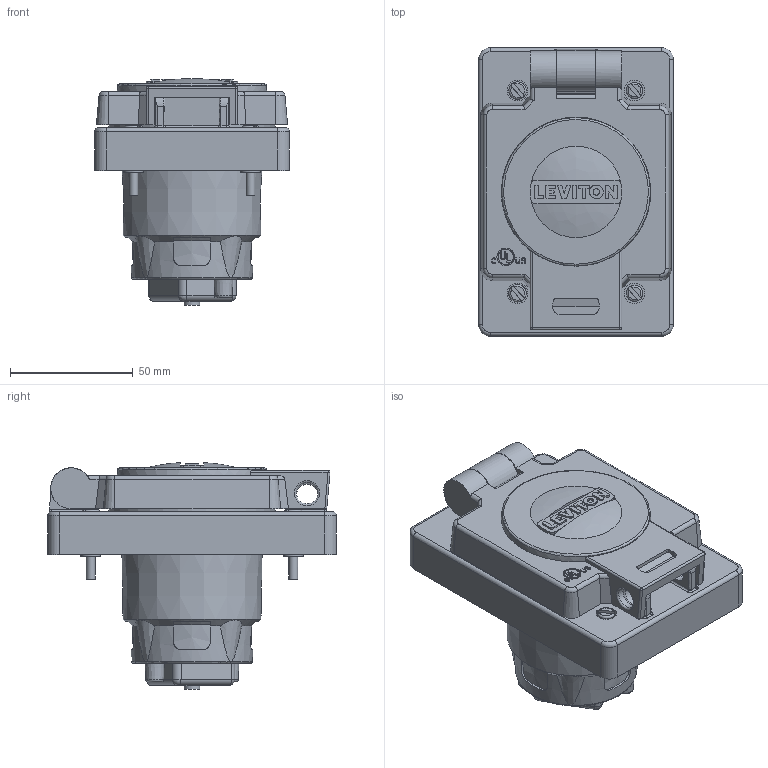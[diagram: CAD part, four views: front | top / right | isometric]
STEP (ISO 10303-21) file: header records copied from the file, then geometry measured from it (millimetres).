
FILE_DESCRIPTION (( 'STEP AP214' ), '1' );
FILE_NAME ('CATSTD-68W82-000-M01.STEP', '2020-01-20T15:05:50', ( '' ), ( '' ), 'SwSTEP 2.0', 'SolidWorks 2017', '' );
FILE_SCHEMA (( 'AUTOMOTIVE_DESIGN' ));
Length unit declared in the file: inch
Products named in the file (2): CATSTD-68W82-000-M01
Bounding box: 79.38 x 117.47 x 92.41 mm (x, y, z)
Volume: 372450.9 mm3; surface area: 51637.6 mm2
Topology: 1 solids, 1 shells, 500 faces, 1445 edges, 989 vertices
Faces by surface type: plane 238, cylinder 181, torus 29, cone 25, bspline 21, sphere 6
Full cylindrical faces by diameter (mm): 2.682 x1, 3.556 x4, 4.775 x4, 5.588 x1, 6.238 x1, 6.468 x1, 6.604 x2, 7.112 x2, 7.137 x1, 7.925 x4, 8.382 x4, 8.687 x4, 11.963 x2, 67.97 x1
Entity records: 28783 total; most frequent: CARTESIAN_POINT 10653, ORIENTED_EDGE 2762, DIRECTION 1884, EDGE_CURVE 1381, VERTEX_POINT 975, AXIS2_PLACEMENT_3D 638, LINE 608, VECTOR 608
